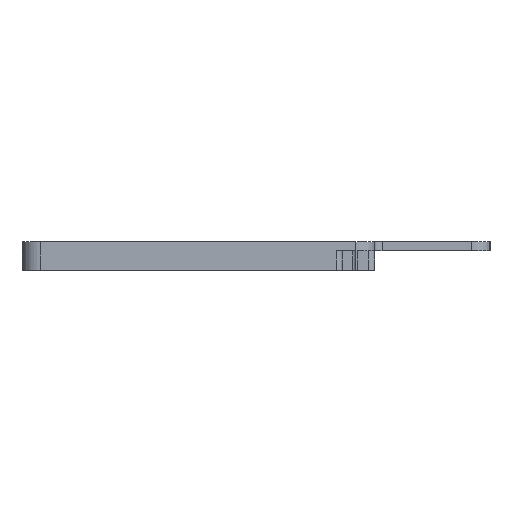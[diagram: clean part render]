
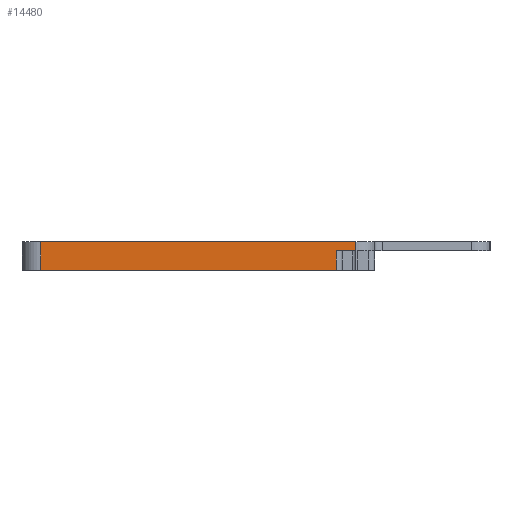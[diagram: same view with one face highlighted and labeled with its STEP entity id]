
A CAD part, left-side view. The second image highlights one B-rep face of the part: STEP entity #14480.
In plain terms, the highlighted planar face has unit normal (-1, 0, 0).
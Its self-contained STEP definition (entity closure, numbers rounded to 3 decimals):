
#377=PLANE('',#16039);
#1098=FACE_OUTER_BOUND('',#1848,.T.);
#1848=EDGE_LOOP('',(#13001,#13002,#13003,#13004,#13005,#13006));
#2634=LINE('',#23073,#3968);
#2775=LINE('',#23536,#4109);
#2786=LINE('',#23576,#4120);
#2787=LINE('',#23578,#4121);
#3215=LINE('',#24829,#4549);
#3216=LINE('',#24830,#4550);
#3968=VECTOR('',#18616,10.);
#4109=VECTOR('',#19023,10.);
#4120=VECTOR('',#19072,10.);
#4121=VECTOR('',#19075,10.);
#4549=VECTOR('',#20487,10.);
#4550=VECTOR('',#20488,10.);
#6301=VERTEX_POINT('',#23070);
#6302=VERTEX_POINT('',#23072);
#6491=VERTEX_POINT('',#23534);
#6500=VERTEX_POINT('',#23572);
#6501=VERTEX_POINT('',#23574);
#6832=VERTEX_POINT('',#24828);
#8092=EDGE_CURVE('',#6301,#6302,#2634,.T.);
#8353=EDGE_CURVE('',#6491,#6301,#2775,.T.);
#8373=EDGE_CURVE('',#6500,#6501,#2786,.T.);
#8374=EDGE_CURVE('',#6491,#6500,#2787,.T.);
#9000=EDGE_CURVE('',#6832,#6501,#3215,.T.);
#9001=EDGE_CURVE('',#6302,#6832,#3216,.T.);
#13001=ORIENTED_EDGE('',*,*,#8374,.T.);
#13002=ORIENTED_EDGE('',*,*,#8373,.T.);
#13003=ORIENTED_EDGE('',*,*,#9000,.F.);
#13004=ORIENTED_EDGE('',*,*,#9001,.F.);
#13005=ORIENTED_EDGE('',*,*,#8092,.F.);
#13006=ORIENTED_EDGE('',*,*,#8353,.F.);
#14480=ADVANCED_FACE('',(#1098),#377,.T.);
#16039=AXIS2_PLACEMENT_3D('',#24827,#20485,#20486);
#18616=DIRECTION('',(0.,1.,0.));
#19023=DIRECTION('',(0.,0.,-1.));
#19072=DIRECTION('',(0.,0.,1.));
#19075=DIRECTION('',(0.,-1.,0.));
#20485=DIRECTION('center_axis',(-1.,0.,0.));
#20486=DIRECTION('ref_axis',(0.,-1.,0.));
#20487=DIRECTION('',(0.,-1.,0.));
#20488=DIRECTION('',(0.,0.,1.));
#23070=CARTESIAN_POINT('',(-105.363,-22.343,0.));
#23072=CARTESIAN_POINT('',(-105.363,26.466,0.));
#23073=CARTESIAN_POINT('',(-105.363,-25.634,0.));
#23534=CARTESIAN_POINT('',(-105.363,-22.343,3.25));
#23536=CARTESIAN_POINT('',(-105.363,-22.343,0.));
#23572=CARTESIAN_POINT('',(-105.363,-25.634,3.25));
#23574=CARTESIAN_POINT('',(-105.363,-25.634,4.75));
#23576=CARTESIAN_POINT('',(-105.363,-25.634,0.));
#23578=CARTESIAN_POINT('',(-105.363,0.286,3.25));
#24827=CARTESIAN_POINT('Origin',(-105.363,26.466,0.));
#24828=CARTESIAN_POINT('',(-105.363,26.466,4.75));
#24829=CARTESIAN_POINT('',(-105.363,-25.634,4.75));
#24830=CARTESIAN_POINT('',(-105.363,26.466,0.));
